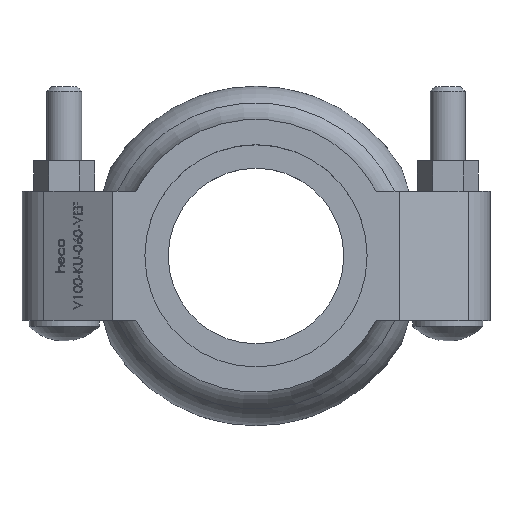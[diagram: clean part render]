
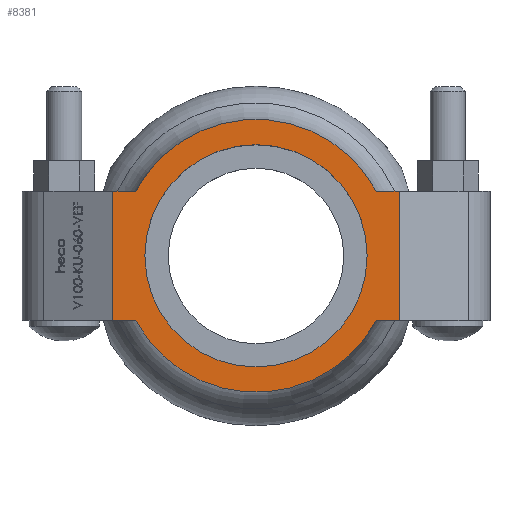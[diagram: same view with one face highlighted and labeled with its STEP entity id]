
A CAD part, top view. The second image highlights one B-rep face of the part: STEP entity #8381.
In plain terms, the highlighted planar face has unit normal (0, 0, 1).
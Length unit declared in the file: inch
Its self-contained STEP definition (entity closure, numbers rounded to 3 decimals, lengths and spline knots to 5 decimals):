
#124 = CARTESIAN_POINT ( 'NONE',  ( 0., 0., 1.125 ) ) ;
#126 = VECTOR ( 'NONE', #15718, 39.37008 ) ;
#485 = EDGE_CURVE ( 'NONE', #8790, #10167, #10072, .T. ) ;
#494 = ORIENTED_EDGE ( 'NONE', *, *, #15452, .T. ) ;
#724 = EDGE_CURVE ( 'NONE', #8427, #2788, #3856, .T. ) ;
#1009 = DIRECTION ( 'NONE',  ( -1., 0., 0. ) ) ;
#1401 = EDGE_CURVE ( 'NONE', #3520, #10167, #5708, .T. ) ;
#1491 = CARTESIAN_POINT ( 'NONE',  ( 1.53, 0.69, 1.125 ) ) ;
#1653 = EDGE_LOOP ( 'NONE', ( #2636 ) ) ;
#1994 = LINE ( 'NONE', #9140, #7539 ) ;
#2636 = ORIENTED_EDGE ( 'NONE', *, *, #17675, .T. ) ;
#2649 = ORIENTED_EDGE ( 'NONE', *, *, #485, .F. ) ;
#2788 = VERTEX_POINT ( 'NONE', #4096 ) ;
#3155 = LINE ( 'NONE', #11769, #16379 ) ;
#3520 = VERTEX_POINT ( 'NONE', #16333 ) ;
#3694 = LINE ( 'NONE', #7074, #9263 ) ;
#3721 = CARTESIAN_POINT ( 'NONE',  ( 1.53, -0.69, 1.125 ) ) ;
#3780 = CARTESIAN_POINT ( 'NONE',  ( 1.28439, -0.69, 1.125 ) ) ;
#3856 = LINE ( 'NONE', #7153, #126 ) ;
#4096 = CARTESIAN_POINT ( 'NONE',  ( -1.28439, 0.69, 1.125 ) ) ;
#4529 = DIRECTION ( 'NONE',  ( 0., 1., 0. ) ) ;
#4653 = DIRECTION ( 'NONE',  ( 0., 0., 1. ) ) ;
#4925 = VERTEX_POINT ( 'NONE', #5452 ) ;
#4936 = CIRCLE ( 'NONE', #11224, 1.458 ) ;
#5215 = CARTESIAN_POINT ( 'NONE',  ( 0., -1.035, 1.125 ) ) ;
#5452 = CARTESIAN_POINT ( 'NONE',  ( -1.1875, 0., 1.125 ) ) ;
#5542 = DIRECTION ( 'NONE',  ( 1., 0., 0. ) ) ;
#5708 = CIRCLE ( 'NONE', #13325, 1.458 ) ;
#5766 = EDGE_CURVE ( 'NONE', #8427, #15373, #1994, .T. ) ;
#5840 = DIRECTION ( 'NONE',  ( 1., 0., 0. ) ) ;
#5910 = ORIENTED_EDGE ( 'NONE', *, *, #724, .F. ) ;
#5928 = ORIENTED_EDGE ( 'NONE', *, *, #11441, .T. ) ;
#6809 = CARTESIAN_POINT ( 'NONE',  ( 0., 0., 1.125 ) ) ;
#7074 = CARTESIAN_POINT ( 'NONE',  ( -1.53, 0.69, 1.125 ) ) ;
#7153 = CARTESIAN_POINT ( 'NONE',  ( -1.53, 0.69, 1.125 ) ) ;
#7539 = VECTOR ( 'NONE', #7905, 39.37008 ) ;
#7782 = VERTEX_POINT ( 'NONE', #1491 ) ;
#7818 = EDGE_CURVE ( 'NONE', #3520, #15373, #15257, .T. ) ;
#7905 = DIRECTION ( 'NONE',  ( 0., -1., 0. ) ) ;
#8239 = DIRECTION ( 'NONE',  ( -1., 0., 0. ) ) ;
#8351 = CARTESIAN_POINT ( 'NONE',  ( -1.53, 0.69, 1.125 ) ) ;
#8381 = ADVANCED_FACE ( 'NONE', ( #14440, #16834 ), #17941, .T. ) ;
#8427 = VERTEX_POINT ( 'NONE', #8351 ) ;
#8790 = VERTEX_POINT ( 'NONE', #3721 ) ;
#9140 = CARTESIAN_POINT ( 'NONE',  ( -1.53, 0., 1.125 ) ) ;
#9262 = ORIENTED_EDGE ( 'NONE', *, *, #9929, .F. ) ;
#9263 = VECTOR ( 'NONE', #5542, 39.37008 ) ;
#9457 = ORIENTED_EDGE ( 'NONE', *, *, #7818, .F. ) ;
#9694 = DIRECTION ( 'NONE',  ( 0., 0., 1. ) ) ;
#9929 = EDGE_CURVE ( 'NONE', #15301, #7782, #3694, .T. ) ;
#10072 = LINE ( 'NONE', #12431, #14458 ) ;
#10167 = VERTEX_POINT ( 'NONE', #3780 ) ;
#11129 = AXIS2_PLACEMENT_3D ( 'NONE', #5215, #9694, #8239 ) ;
#11224 = AXIS2_PLACEMENT_3D ( 'NONE', #124, #11462, #5840 ) ;
#11309 = CARTESIAN_POINT ( 'NONE',  ( -1.53, -0.69, 1.125 ) ) ;
#11441 = EDGE_CURVE ( 'NONE', #15301, #2788, #4936, .T. ) ;
#11462 = DIRECTION ( 'NONE',  ( 0., 0., 1. ) ) ;
#11474 = CARTESIAN_POINT ( 'NONE',  ( 1.28439, 0.69, 1.125 ) ) ;
#11498 = VECTOR ( 'NONE', #15664, 39.37008 ) ;
#11769 = CARTESIAN_POINT ( 'NONE',  ( 1.53, 0., 1.125 ) ) ;
#11828 = ORIENTED_EDGE ( 'NONE', *, *, #5766, .T. ) ;
#12431 = CARTESIAN_POINT ( 'NONE',  ( -1.53, -0.69, 1.125 ) ) ;
#12703 = DIRECTION ( 'NONE',  ( -1., 0., 0. ) ) ;
#13179 = DIRECTION ( 'NONE',  ( 1., 0., 0. ) ) ;
#13325 = AXIS2_PLACEMENT_3D ( 'NONE', #16071, #4653, #13179 ) ;
#13654 = AXIS2_PLACEMENT_3D ( 'NONE', #6809, #18193, #12703 ) ;
#14296 = CARTESIAN_POINT ( 'NONE',  ( -1.53, -0.69, 1.125 ) ) ;
#14440 = FACE_OUTER_BOUND ( 'NONE', #16233, .T. ) ;
#14458 = VECTOR ( 'NONE', #1009, 39.37008 ) ;
#15257 = LINE ( 'NONE', #11309, #11498 ) ;
#15301 = VERTEX_POINT ( 'NONE', #11474 ) ;
#15373 = VERTEX_POINT ( 'NONE', #14296 ) ;
#15452 = EDGE_CURVE ( 'NONE', #8790, #7782, #3155, .T. ) ;
#15664 = DIRECTION ( 'NONE',  ( -1., 0., 0. ) ) ;
#15718 = DIRECTION ( 'NONE',  ( 1., 0., 0. ) ) ;
#15866 = ORIENTED_EDGE ( 'NONE', *, *, #1401, .T. ) ;
#16054 = CIRCLE ( 'NONE', #13654, 1.1875 ) ;
#16071 = CARTESIAN_POINT ( 'NONE',  ( 0., 0., 1.125 ) ) ;
#16233 = EDGE_LOOP ( 'NONE', ( #5928, #5910, #11828, #9457, #15866, #2649, #494, #9262 ) ) ;
#16333 = CARTESIAN_POINT ( 'NONE',  ( -1.28439, -0.69, 1.125 ) ) ;
#16379 = VECTOR ( 'NONE', #4529, 39.37008 ) ;
#16834 = FACE_BOUND ( 'NONE', #1653, .T. ) ;
#17675 = EDGE_CURVE ( 'NONE', #4925, #4925, #16054, .T. ) ;
#17941 = PLANE ( 'NONE',  #11129 ) ;
#18193 = DIRECTION ( 'NONE',  ( 0., 0., -1. ) ) ;
